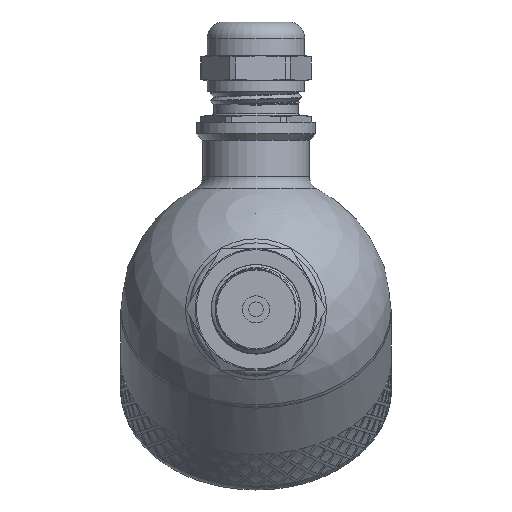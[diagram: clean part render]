
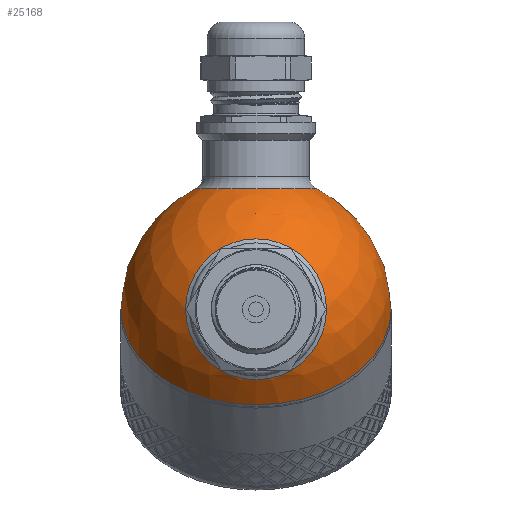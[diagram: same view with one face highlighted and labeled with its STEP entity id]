
A CAD part, left-side view. The second image highlights one B-rep face of the part: STEP entity #25168.
In plain terms, the highlighted spherical face has radius 30 mm.
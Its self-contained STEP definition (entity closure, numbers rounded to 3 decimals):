
#136=SPHERICAL_SURFACE('',#26761,30.);
#242=FACE_BOUND('',#3753,.T.);
#243=FACE_BOUND('',#3754,.T.);
#2100=FACE_OUTER_BOUND('',#3752,.T.);
#3752=EDGE_LOOP('',(#18233,#18234,#18235,#18236));
#3753=EDGE_LOOP('',(#18237));
#3754=EDGE_LOOP('',(#18238));
#5264=CIRCLE('',#26683,30.);
#5265=CIRCLE('',#26684,30.);
#5292=CIRCLE('',#26757,13.5);
#5295=CIRCLE('',#26762,30.);
#5296=CIRCLE('',#26763,15.643);
#9784=VERTEX_POINT('',#33943);
#9785=VERTEX_POINT('',#33945);
#10284=VERTEX_POINT('',#40332);
#10286=VERTEX_POINT('',#40339);
#10287=VERTEX_POINT('',#40341);
#12501=EDGE_CURVE('',#9784,#9785,#5264,.T.);
#12502=EDGE_CURVE('',#9785,#9784,#5265,.T.);
#13253=EDGE_CURVE('',#10284,#10284,#5292,.T.);
#13256=EDGE_CURVE('',#9785,#10286,#5295,.T.);
#13257=EDGE_CURVE('',#10287,#10287,#5296,.T.);
#18233=ORIENTED_EDGE('',*,*,#12502,.F.);
#18234=ORIENTED_EDGE('',*,*,#13256,.T.);
#18235=ORIENTED_EDGE('',*,*,#13256,.F.);
#18236=ORIENTED_EDGE('',*,*,#12501,.F.);
#18237=ORIENTED_EDGE('',*,*,#13257,.F.);
#18238=ORIENTED_EDGE('',*,*,#13253,.F.);
#25168=ADVANCED_FACE('',(#2100,#242,#243),#136,.T.);
#26683=AXIS2_PLACEMENT_3D('',#33946,#28113,#28114);
#26684=AXIS2_PLACEMENT_3D('',#33947,#28115,#28116);
#26757=AXIS2_PLACEMENT_3D('',#40333,#28525,#28526);
#26761=AXIS2_PLACEMENT_3D('',#40338,#28533,#28534);
#26762=AXIS2_PLACEMENT_3D('',#40340,#28535,#28536);
#26763=AXIS2_PLACEMENT_3D('',#40342,#28537,#28538);
#28113=DIRECTION('center_axis',(1.,0.,0.));
#28114=DIRECTION('ref_axis',(0.,1.,0.));
#28115=DIRECTION('center_axis',(1.,0.,0.));
#28116=DIRECTION('ref_axis',(0.,1.,0.));
#28525=DIRECTION('center_axis',(-0.707,0.,-0.707));
#28526=DIRECTION('ref_axis',(-0.707,0.,0.707));
#28533=DIRECTION('center_axis',(1.,0.,0.));
#28534=DIRECTION('ref_axis',(0.,-1.,0.));
#28535=DIRECTION('center_axis',(0.,0.,1.));
#28536=DIRECTION('ref_axis',(0.,1.,0.));
#28537=DIRECTION('center_axis',(-0.707,0.,0.707));
#28538=DIRECTION('ref_axis',(0.707,0.,0.707));
#33943=CARTESIAN_POINT('',(0.,-30.,0.));
#33945=CARTESIAN_POINT('',(0.,30.,0.));
#33946=CARTESIAN_POINT('Origin',(0.,0.,0.));
#33947=CARTESIAN_POINT('Origin',(0.,0.,0.));
#40332=CARTESIAN_POINT('',(-9.398,0.,-28.49));
#40333=CARTESIAN_POINT('Origin',(-18.944,0.,-18.944));
#40338=CARTESIAN_POINT('Origin',(0.,0.,0.));
#40339=CARTESIAN_POINT('',(-30.,0.,0.));
#40340=CARTESIAN_POINT('Origin',(0.,0.,0.));
#40341=CARTESIAN_POINT('',(-29.162,0.,7.04));
#40342=CARTESIAN_POINT('Origin',(-18.101,0.,18.101));
